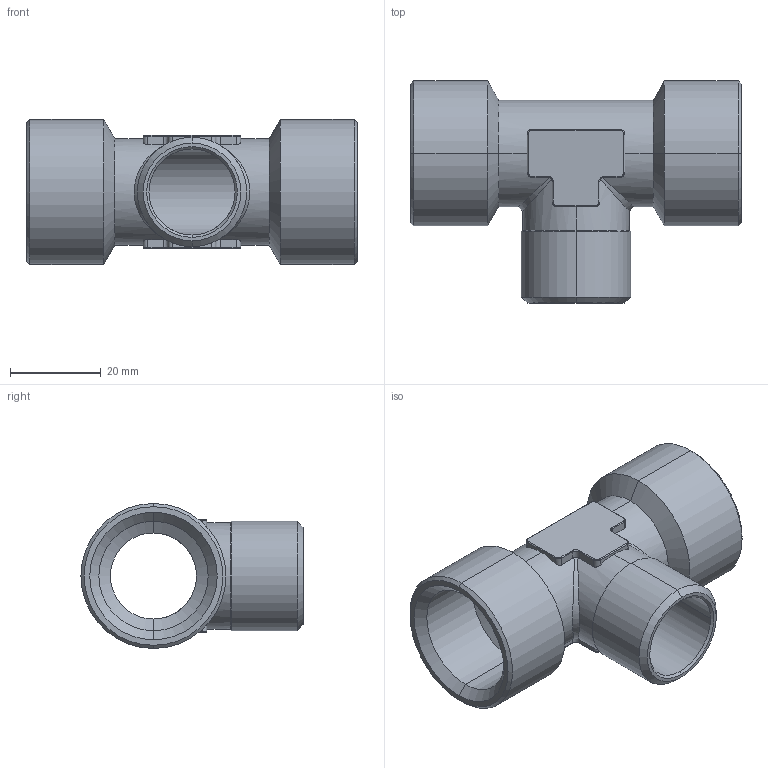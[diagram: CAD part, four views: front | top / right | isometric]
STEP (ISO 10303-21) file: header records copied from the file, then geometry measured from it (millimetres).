
FILE_DESCRIPTION (( 'STEP AP203' ), '1' );
FILE_NAME ('05140005.STEP', '2012-04-03T07:28:53', ( 'Gabriele' ), ( '' ), 'SwSTEP 2.0', 'SolidWorks 2011', '' );
FILE_SCHEMA (( 'CONFIG_CONTROL_DESIGN' ));
Length unit declared in the file: millimetre
Products named in the file (1): 05140005
Bounding box: 73 x 49 x 32 mm (x, y, z)
Volume: 22058.9 mm3; surface area: 15251.4 mm2
Topology: 1 solids, 1 shells, 114 faces, 275 edges, 163 vertices
Faces by surface type: cylinder 52, cone 22, plane 22, torus 16, bspline 2
Entity records: 3764 total; most frequent: CARTESIAN_POINT 1067, DIRECTION 563, ORIENTED_EDGE 550, EDGE_CURVE 275, AXIS2_PLACEMENT_3D 233, VERTEX_POINT 163, CIRCLE 120, EDGE_LOOP 118
